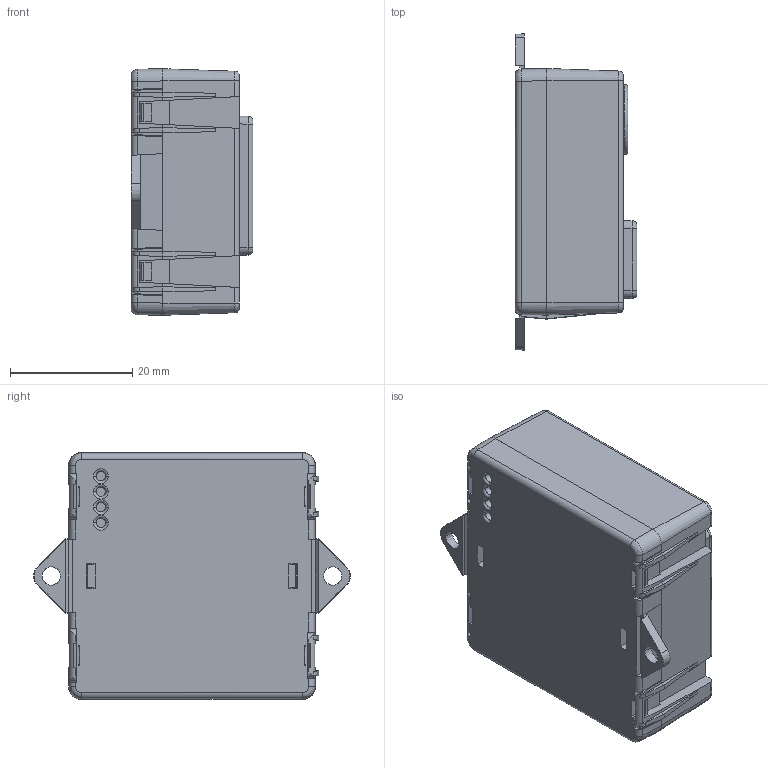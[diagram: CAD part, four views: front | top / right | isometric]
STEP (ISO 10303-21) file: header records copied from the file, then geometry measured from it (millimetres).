
FILE_DESCRIPTION(('CATIA V5 STEP Exchange','CAx-IF Rec.Pracs.--- Model Styling and Organization---1.5--- 2016-08-15','CAx-IF Rec.Pracs.---Supplemental Geometry---1.0---2011-11-01','CAx-IF Rec.Pracs.--- Composite Materials ---1.1---2010-07-15'),'2;1');
FILE_NAME('64888_Micromodul.stp','2021-10-01T11:39:05+00:00',('none'),('none'),'CATIA Version 5-6 Release 2020 SP3','CATIA V5 STEP AP214 v2','none');
FILE_SCHEMA(('AUTOMOTIVE_DESIGN { 1 0 10303 214 1 1 1 1 }'));
Products named in the file (1): 64888_Micromodul
Bounding box: 19.9 x 51.74 x 40.3 mm (x, y, z)
Volume: 14217 mm3; surface area: 20296.4 mm2
Topology: 99 solids, 99 shells, 4328 faces, 11865 edges, 7768 vertices
Faces by surface type: plane 3689, cylinder 364, cone 86, torus 82, bspline 51, extrusion 50, sphere 6
Entity records: 140160 total; most frequent: CARTESIAN_POINT 33532, ORIENTED_EDGE 23714, DIRECTION 18890, EDGE_CURVE 11857, VECTOR 10244, LINE 10194, VERTEX_POINT 7768, AXIS2_PLACEMENT_3D 4647
